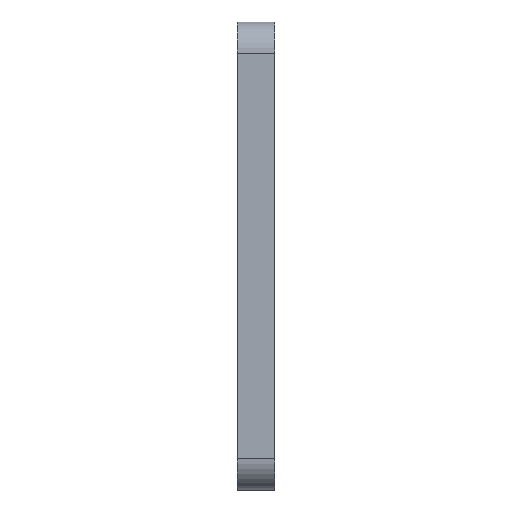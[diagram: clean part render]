
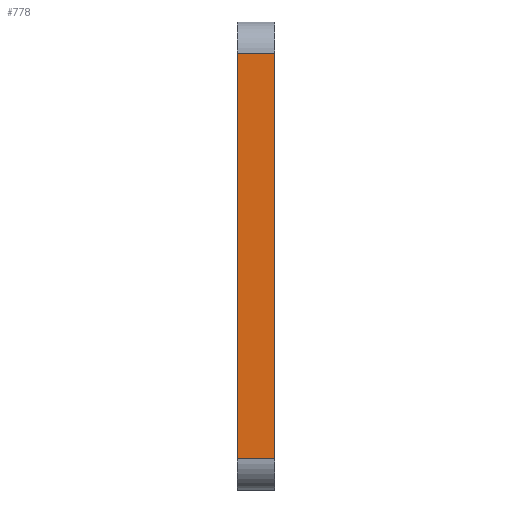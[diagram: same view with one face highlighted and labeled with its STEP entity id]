
A CAD part, left-side view. The second image highlights one B-rep face of the part: STEP entity #778.
In plain terms, the highlighted planar face has unit normal (-1, 0, 0).
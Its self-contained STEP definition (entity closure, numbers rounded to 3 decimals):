
#46=PLANE('',#878);
#74=FACE_OUTER_BOUND('',#123,.T.);
#123=EDGE_LOOP('',(#627,#628,#629,#630));
#172=LINE('',#1247,#230);
#181=LINE('',#1286,#239);
#187=LINE('',#1305,#245);
#189=LINE('',#1308,#247);
#230=VECTOR('',#1012,10.);
#239=VECTOR('',#1045,10.);
#245=VECTOR('',#1067,10.);
#247=VECTOR('',#1071,10.);
#360=VERTEX_POINT('',#1244);
#361=VERTEX_POINT('',#1246);
#378=VERTEX_POINT('',#1282);
#384=VERTEX_POINT('',#1303);
#450=EDGE_CURVE('',#360,#361,#172,.T.);
#470=EDGE_CURVE('',#361,#378,#181,.T.);
#479=EDGE_CURVE('',#384,#360,#187,.T.);
#481=EDGE_CURVE('',#384,#378,#189,.T.);
#627=ORIENTED_EDGE('',*,*,#470,.F.);
#628=ORIENTED_EDGE('',*,*,#450,.F.);
#629=ORIENTED_EDGE('',*,*,#479,.F.);
#630=ORIENTED_EDGE('',*,*,#481,.T.);
#778=ADVANCED_FACE('',(#74),#46,.T.);
#878=AXIS2_PLACEMENT_3D('',#1307,#1069,#1070);
#1012=DIRECTION('',(0.,0.,-1.));
#1045=DIRECTION('',(0.,1.,0.));
#1067=DIRECTION('',(0.,-1.,0.));
#1069=DIRECTION('center_axis',(-1.,0.,0.));
#1070=DIRECTION('ref_axis',(0.,0.,1.));
#1071=DIRECTION('',(0.,0.,-1.));
#1244=CARTESIAN_POINT('',(-105.,0.,-5.));
#1246=CARTESIAN_POINT('',(-105.,0.,-70.));
#1247=CARTESIAN_POINT('',(-105.,0.,-50.));
#1282=CARTESIAN_POINT('',(-105.,6.,-70.));
#1286=CARTESIAN_POINT('',(-105.,1.5,-70.));
#1303=CARTESIAN_POINT('',(-105.,6.,-5.));
#1305=CARTESIAN_POINT('',(-105.,0.,-5.));
#1307=CARTESIAN_POINT('Origin',(-105.,0.,-50.));
#1308=CARTESIAN_POINT('',(-105.,6.,-50.));
